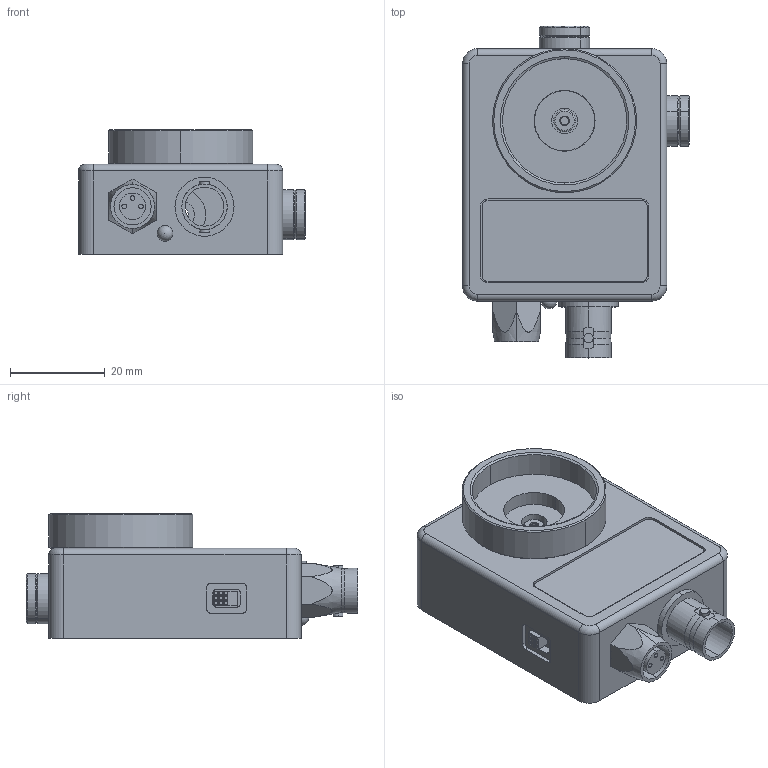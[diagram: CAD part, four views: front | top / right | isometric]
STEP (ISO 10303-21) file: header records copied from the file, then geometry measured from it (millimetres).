
FILE_DESCRIPTION (( 'STEP AP214' ), '1' );
FILE_NAME ('PDA015C_M.STEP', '2016-12-27T21:53:51', ( 'admin' ), ( '' ), 'SwSTEP 2.0', 'SolidWorks 2014', '' );
FILE_SCHEMA (( 'AUTOMOTIVE_DESIGN' ));
Length unit declared in the file: millimetre
Products named in the file (1): PDA015C_M
Bounding box: 48 x 70.19 x 26.43 mm (x, y, z)
Surface area: 12788.2 mm2 (no closed solid volume)
Topology: 0 solids, 18 shells, 327 faces, 910 edges, 593 vertices
Faces by surface type: plane 186, cylinder 81, cone 49, torus 10, sphere 1
Entity records: 14266 total; most frequent: CARTESIAN_POINT 2416, DIRECTION 1705, ORIENTED_EDGE 1626, EDGE_CURVE 899, AXIS2_PLACEMENT_3D 596, VERTEX_POINT 591, LINE 513, VECTOR 513
